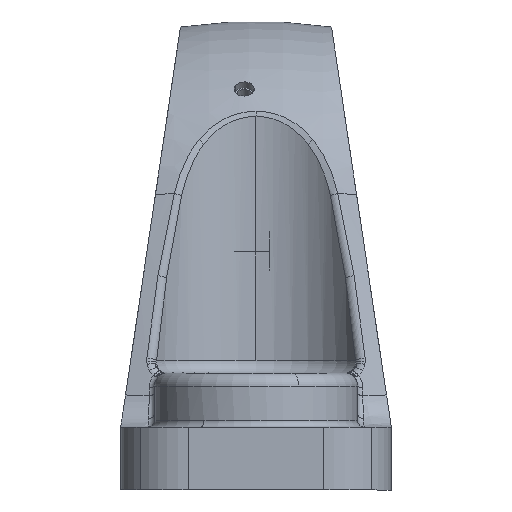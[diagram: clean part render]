
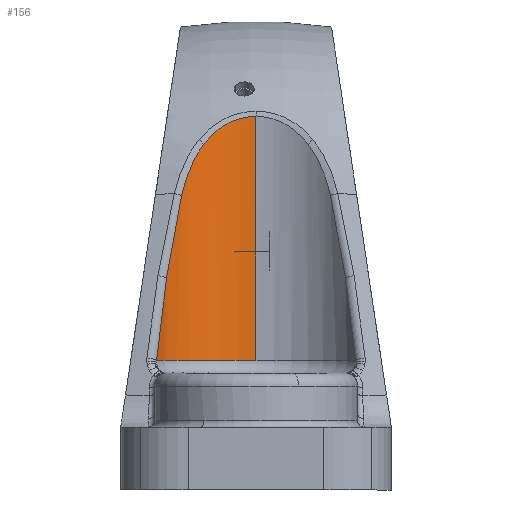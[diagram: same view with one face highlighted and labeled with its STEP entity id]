
A CAD part, left-side view. The second image highlights one B-rep face of the part: STEP entity #156.
In plain terms, the highlighted cylindrical face has radius 12.7 mm (diameter 25.4 mm), a partial arc.
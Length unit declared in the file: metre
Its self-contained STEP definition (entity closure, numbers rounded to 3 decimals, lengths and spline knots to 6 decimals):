
#156=ADVANCED_FACE('0:531',(#404),#405,.F.);
#404=FACE_OUTER_BOUND('',#791,.T.);
#405=CYLINDRICAL_SURFACE('',#792,0.0127);
#791=EDGE_LOOP('',(#1859,#1860,#1861,#1862,#1863,#1864));
#792=AXIS2_PLACEMENT_3D('',#1865,#1866,#1867);
#1859=ORIENTED_EDGE('',*,*,#3172,.F.);
#1860=ORIENTED_EDGE('',*,*,#3080,.F.);
#1861=ORIENTED_EDGE('',*,*,#3173,.F.);
#1862=ORIENTED_EDGE('',*,*,#3174,.F.);
#1863=ORIENTED_EDGE('',*,*,#3086,.F.);
#1864=ORIENTED_EDGE('',*,*,#3175,.T.);
#1865=CARTESIAN_POINT('',(-0.034306,-0.014287,0.));
#1866=DIRECTION('',(0.0,-1.0,0.));
#1867=DIRECTION('',(1.0,0.0,0.0));
#3080=EDGE_CURVE('0:1209',#3659,#3662,#3663,.T.);
#3086=EDGE_CURVE('0:1212',#3672,#3668,#3674,.T.);
#3172=EDGE_CURVE('',#3662,#3834,#3835,.T.);
#3173=EDGE_CURVE('0:1209',#3836,#3659,#3837,.T.);
#3174=EDGE_CURVE('0:1212',#3668,#3836,#3838,.T.);
#3175=EDGE_CURVE('0:1215',#3672,#3834,#3839,.F.);
#3659=VERTEX_POINT('',#5429);
#3662=VERTEX_POINT('',#5433);
#3663=B_SPLINE_CURVE_WITH_KNOTS('',5,(#5434,#5435,#5436,#5437,#5438,#5439,#5440,#5441,#5442,#5443,#5444,#5445,#5446,#5447,#5448,#5449,#5450,#5451,#5452,#5453),.UNSPECIFIED.,.F.,.F.,(6,5,3,3,3,6),(-0.814465,0.,7.141197,13.836077,19.172945,20.260474),.UNSPECIFIED.);
#3668=VERTEX_POINT('',#5477);
#3672=VERTEX_POINT('',#5489);
#3674=B_SPLINE_CURVE_WITH_KNOTS('',5,(#5496,#5497,#5498,#5499,#5500,#5501,#5502,#5503,#5504,#5505,#5506,#5507,#5508,#5509),.UNSPECIFIED.,.F.,.F.,(6,3,5,6),(0.,18.661421,28.29521,28.988921),.UNSPECIFIED.);
#3834=VERTEX_POINT('',#5976);
#3835=LINE('',#5977,#5978);
#3836=VERTEX_POINT('',#5979);
#3837=B_SPLINE_CURVE_WITH_KNOTS('',5,(#5980,#5981,#5982,#5983,#5984,#5985,#5986,#5987,#5988,#5989,#5990,#5991,#5992,#5993,#5994,#5995,#5996,#5997,#5998,#5999),.UNSPECIFIED.,.F.,.F.,(6,5,3,3,3,6),(-0.814465,0.,7.141197,13.836077,19.172945,20.260474),.UNSPECIFIED.);
#3838=B_SPLINE_CURVE_WITH_KNOTS('',5,(#6000,#6001,#6002,#6003,#6004,#6005,#6006,#6007,#6008,#6009,#6010,#6011,#6012,#6013),.UNSPECIFIED.,.F.,.F.,(6,3,5,6),(0.,18.661421,28.29521,28.988921),.UNSPECIFIED.);
#3839=CIRCLE('',#6014,0.0127);
#5429=CARTESIAN_POINT('',(-0.023188,0.012564,-0.006138));
#5433=CARTESIAN_POINT('',(-0.021606,0.015835,0.));
#5434=CARTESIAN_POINT('',(-0.025195,0.005985,-0.008849));
#5435=CARTESIAN_POINT('',(-0.025173,0.006093,-0.008825));
#5436=CARTESIAN_POINT('',(-0.02515,0.006202,-0.008801));
#5437=CARTESIAN_POINT('',(-0.025127,0.00631,-0.008777));
#5438=CARTESIAN_POINT('',(-0.025104,0.006418,-0.008753));
#5439=CARTESIAN_POINT('',(-0.025082,0.006526,-0.008729));
#5440=CARTESIAN_POINT('',(-0.024882,0.007474,-0.008518));
#5441=CARTESIAN_POINT('',(-0.024649,0.008406,-0.00826));
#5442=CARTESIAN_POINT('',(-0.024385,0.009317,-0.007947));
#5443=CARTESIAN_POINT('',(-0.023823,0.011022,-0.007218));
#5444=CARTESIAN_POINT('',(-0.023202,0.012567,-0.006205));
#5445=CARTESIAN_POINT('',(-0.022895,0.013268,-0.005637));
#5446=CARTESIAN_POINT('',(-0.022361,0.014403,-0.00446));
#5447=CARTESIAN_POINT('',(-0.021936,0.015225,-0.002998));
#5448=CARTESIAN_POINT('',(-0.021782,0.015513,-0.002294));
#5449=CARTESIAN_POINT('',(-0.021656,0.015743,-0.001395));
#5450=CARTESIAN_POINT('',(-0.021614,0.015821,-0.000471));
#5451=CARTESIAN_POINT('',(-0.021609,0.01583,-0.000314));
#5452=CARTESIAN_POINT('',(-0.021606,0.015835,-0.000157));
#5453=CARTESIAN_POINT('',(-0.021606,0.015835,0.));
#5477=CARTESIAN_POINT('',(-0.027141,-0.003099,-0.010485));
#5489=CARTESIAN_POINT('',(-0.029288,-0.012787,-0.011667));
#5496=CARTESIAN_POINT('',(-0.029288,-0.012788,-0.011667));
#5497=CARTESIAN_POINT('',(-0.028709,-0.010224,-0.011418));
#5498=CARTESIAN_POINT('',(-0.028138,-0.007664,-0.011129));
#5499=CARTESIAN_POINT('',(-0.027577,-0.005115,-0.010801));
#5500=CARTESIAN_POINT('',(-0.026734,-0.001241,-0.010232));
#5501=CARTESIAN_POINT('',(-0.02591,0.002611,-0.009539));
#5502=CARTESIAN_POINT('',(-0.025632,0.003919,-0.009287));
#5503=CARTESIAN_POINT('',(-0.025356,0.005224,-0.009018));
#5504=CARTESIAN_POINT('',(-0.025082,0.006526,-0.008729));
#5505=CARTESIAN_POINT('',(-0.025062,0.00662,-0.008708));
#5506=CARTESIAN_POINT('',(-0.025042,0.006714,-0.008687));
#5507=CARTESIAN_POINT('',(-0.025022,0.006807,-0.008667));
#5508=CARTESIAN_POINT('',(-0.025003,0.006901,-0.008646));
#5509=CARTESIAN_POINT('',(-0.024983,0.006995,-0.008625));
#5976=CARTESIAN_POINT('',(-0.021606,-0.012787,0.));
#5977=CARTESIAN_POINT('',(-0.021606,0.001633,0.));
#5978=VECTOR('',#7850,1.0);
#5979=CARTESIAN_POINT('',(-0.025082,0.006526,-0.008729));
#5980=CARTESIAN_POINT('',(-0.025195,0.005985,-0.008849));
#5981=CARTESIAN_POINT('',(-0.025173,0.006093,-0.008825));
#5982=CARTESIAN_POINT('',(-0.02515,0.006202,-0.008801));
#5983=CARTESIAN_POINT('',(-0.025127,0.00631,-0.008777));
#5984=CARTESIAN_POINT('',(-0.025104,0.006418,-0.008753));
#5985=CARTESIAN_POINT('',(-0.025082,0.006526,-0.008729));
#5986=CARTESIAN_POINT('',(-0.024882,0.007474,-0.008518));
#5987=CARTESIAN_POINT('',(-0.024649,0.008406,-0.00826));
#5988=CARTESIAN_POINT('',(-0.024385,0.009317,-0.007947));
#5989=CARTESIAN_POINT('',(-0.023823,0.011022,-0.007218));
#5990=CARTESIAN_POINT('',(-0.023202,0.012567,-0.006205));
#5991=CARTESIAN_POINT('',(-0.022895,0.013268,-0.005637));
#5992=CARTESIAN_POINT('',(-0.022361,0.014403,-0.00446));
#5993=CARTESIAN_POINT('',(-0.021936,0.015225,-0.002998));
#5994=CARTESIAN_POINT('',(-0.021782,0.015513,-0.002294));
#5995=CARTESIAN_POINT('',(-0.021656,0.015743,-0.001395));
#5996=CARTESIAN_POINT('',(-0.021614,0.015821,-0.000471));
#5997=CARTESIAN_POINT('',(-0.021609,0.01583,-0.000314));
#5998=CARTESIAN_POINT('',(-0.021606,0.015835,-0.000157));
#5999=CARTESIAN_POINT('',(-0.021606,0.015835,0.));
#6000=CARTESIAN_POINT('',(-0.029288,-0.012788,-0.011667));
#6001=CARTESIAN_POINT('',(-0.028709,-0.010224,-0.011418));
#6002=CARTESIAN_POINT('',(-0.028138,-0.007664,-0.011129));
#6003=CARTESIAN_POINT('',(-0.027577,-0.005115,-0.010801));
#6004=CARTESIAN_POINT('',(-0.026734,-0.001241,-0.010232));
#6005=CARTESIAN_POINT('',(-0.02591,0.002611,-0.009539));
#6006=CARTESIAN_POINT('',(-0.025632,0.003919,-0.009287));
#6007=CARTESIAN_POINT('',(-0.025356,0.005224,-0.009018));
#6008=CARTESIAN_POINT('',(-0.025082,0.006526,-0.008729));
#6009=CARTESIAN_POINT('',(-0.025062,0.00662,-0.008708));
#6010=CARTESIAN_POINT('',(-0.025042,0.006714,-0.008687));
#6011=CARTESIAN_POINT('',(-0.025022,0.006807,-0.008667));
#6012=CARTESIAN_POINT('',(-0.025003,0.006901,-0.008646));
#6013=CARTESIAN_POINT('',(-0.024983,0.006995,-0.008625));
#6014=AXIS2_PLACEMENT_3D('',#7851,#7852,#7853);
#7850=DIRECTION('',(-0.0,-1.0,0.));
#7851=CARTESIAN_POINT('',(-0.034306,-0.012787,0.));
#7852=DIRECTION('',(0.0,1.0,0.));
#7853=DIRECTION('',(1.0,0.0,0.0));
